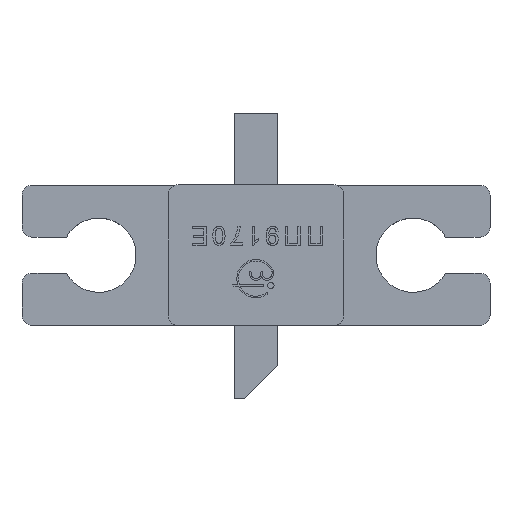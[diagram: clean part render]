
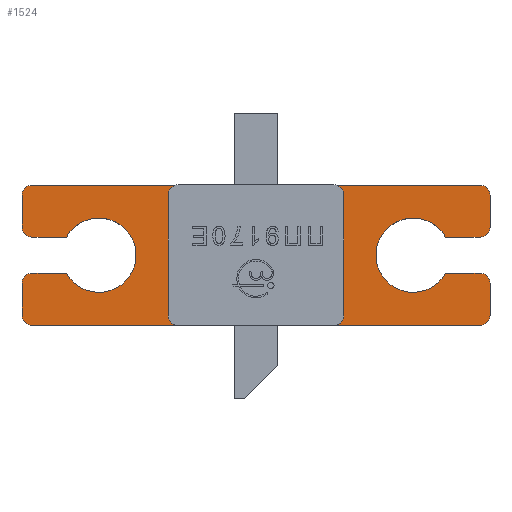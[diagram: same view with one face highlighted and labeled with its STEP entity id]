
A CAD part, top view. The second image highlights one B-rep face of the part: STEP entity #1524.
In plain terms, the highlighted planar face has unit normal (0, 0, 1).
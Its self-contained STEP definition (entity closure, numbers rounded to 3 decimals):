
#1524=ADVANCED_FACE('',(#2841,#2843),#2845,.T.);
#2841=FACE_BOUND('',#2842,.T.);
#2842=EDGE_LOOP('',(#4058,#4059,#4060,#4061,#4062,#4063,#4064,#4065,#4066,#4067,
#4068,#4069,#4070,#4071,#4072,#4073,#4074,#4075,#4076,#4077));
#2843=FACE_BOUND('',#2844,.T.);
#2844=EDGE_LOOP('',(#4078,#4079,#4080,#4081,#4082,#4083,#4084,#4085));
#2845=PLANE('',#2846);
#2846=AXIS2_PLACEMENT_3D('',#2847,#2848,#2849);
#2847=CARTESIAN_POINT('',(0.,0.,1.2));
#2848=DIRECTION('',(0.,0.,1.));
#2849=DIRECTION('',(-1.,0.,0.));
#4058=ORIENTED_EDGE('',*,*,#4632,.T.);
#4059=ORIENTED_EDGE('',*,*,#4633,.T.);
#4060=ORIENTED_EDGE('',*,*,#4634,.T.);
#4061=ORIENTED_EDGE('',*,*,#4635,.T.);
#4062=ORIENTED_EDGE('',*,*,#4636,.T.);
#4063=ORIENTED_EDGE('',*,*,#4637,.T.);
#4064=ORIENTED_EDGE('',*,*,#4638,.T.);
#4065=ORIENTED_EDGE('',*,*,#4639,.T.);
#4066=ORIENTED_EDGE('',*,*,#4640,.T.);
#4067=ORIENTED_EDGE('',*,*,#4641,.T.);
#4068=ORIENTED_EDGE('',*,*,#4642,.T.);
#4069=ORIENTED_EDGE('',*,*,#4643,.T.);
#4070=ORIENTED_EDGE('',*,*,#4644,.T.);
#4071=ORIENTED_EDGE('',*,*,#4645,.T.);
#4072=ORIENTED_EDGE('',*,*,#4646,.T.);
#4073=ORIENTED_EDGE('',*,*,#4647,.T.);
#4074=ORIENTED_EDGE('',*,*,#4648,.T.);
#4075=ORIENTED_EDGE('',*,*,#4649,.T.);
#4076=ORIENTED_EDGE('',*,*,#4650,.T.);
#4077=ORIENTED_EDGE('',*,*,#4651,.T.);
#4078=ORIENTED_EDGE('',*,*,#4618,.F.);
#4079=ORIENTED_EDGE('',*,*,#4616,.F.);
#4080=ORIENTED_EDGE('',*,*,#4630,.F.);
#4081=ORIENTED_EDGE('',*,*,#4628,.F.);
#4082=ORIENTED_EDGE('',*,*,#4626,.F.);
#4083=ORIENTED_EDGE('',*,*,#4624,.F.);
#4084=ORIENTED_EDGE('',*,*,#4622,.F.);
#4085=ORIENTED_EDGE('',*,*,#4620,.F.);
#4616=EDGE_CURVE('',#5411,#5413,#5414,.T.);
#4618=EDGE_CURVE('',#5413,#5416,#5417,.T.);
#4620=EDGE_CURVE('',#5416,#5419,#5420,.T.);
#4622=EDGE_CURVE('',#5419,#5422,#5423,.T.);
#4624=EDGE_CURVE('',#5422,#5425,#5426,.T.);
#4626=EDGE_CURVE('',#5425,#5428,#5429,.T.);
#4628=EDGE_CURVE('',#5428,#5431,#5432,.T.);
#4630=EDGE_CURVE('',#5431,#5411,#5434,.T.);
#4632=EDGE_CURVE('',#5436,#5437,#5438,.T.);
#4633=EDGE_CURVE('',#5437,#5439,#5440,.T.);
#4634=EDGE_CURVE('',#5439,#5441,#5442,.T.);
#4635=EDGE_CURVE('',#5441,#5443,#5444,.T.);
#4636=EDGE_CURVE('',#5443,#5445,#5446,.T.);
#4637=EDGE_CURVE('',#5445,#5447,#5448,.T.);
#4638=EDGE_CURVE('',#5447,#5449,#5450,.T.);
#4639=EDGE_CURVE('',#5449,#5451,#5452,.T.);
#4640=EDGE_CURVE('',#5451,#5453,#5454,.T.);
#4641=EDGE_CURVE('',#5453,#5455,#5456,.T.);
#4642=EDGE_CURVE('',#5455,#5457,#5458,.T.);
#4643=EDGE_CURVE('',#5457,#5459,#5460,.T.);
#4644=EDGE_CURVE('',#5459,#5461,#5462,.T.);
#4645=EDGE_CURVE('',#5461,#5463,#5464,.T.);
#4646=EDGE_CURVE('',#5463,#5465,#5466,.T.);
#4647=EDGE_CURVE('',#5465,#5467,#5468,.T.);
#4648=EDGE_CURVE('',#5467,#5469,#5470,.T.);
#4649=EDGE_CURVE('',#5469,#5471,#5472,.T.);
#4650=EDGE_CURVE('',#5471,#5473,#5474,.T.);
#4651=EDGE_CURVE('',#5473,#5436,#5475,.T.);
#5411=VERTEX_POINT('',#7155);
#5413=VERTEX_POINT('',#7159);
#5414=CIRCLE('',#7160,0.3);
#5416=VERTEX_POINT('',#7167);
#5417=LINE('',#7168,#7169);
#5419=VERTEX_POINT('',#7174);
#5420=CIRCLE('',#7175,0.3);
#5422=VERTEX_POINT('',#7182);
#5423=LINE('',#7183,#7184);
#5425=VERTEX_POINT('',#7189);
#5426=CIRCLE('',#7190,0.3);
#5428=VERTEX_POINT('',#7197);
#5429=LINE('',#7198,#7199);
#5431=VERTEX_POINT('',#7204);
#5432=CIRCLE('',#7205,0.3);
#5434=LINE('',#7212,#7213);
#5436=VERTEX_POINT('',#7218);
#5437=VERTEX_POINT('',#7219);
#5438=LINE('',#7220,#7221);
#5439=VERTEX_POINT('',#7223);
#5440=CIRCLE('',#7224,0.3);
#5441=VERTEX_POINT('',#7228);
#5442=LINE('',#7229,#7230);
#5443=VERTEX_POINT('',#7232);
#5444=CIRCLE('',#7233,0.3);
#5445=VERTEX_POINT('',#7237);
#5446=LINE('',#7238,#7239);
#5447=VERTEX_POINT('',#7241);
#5448=CIRCLE('',#7242,0.3);
#5449=VERTEX_POINT('',#7246);
#5450=LINE('',#7247,#7248);
#5451=VERTEX_POINT('',#7250);
#5452=CIRCLE('',#7251,1.125);
#5453=VERTEX_POINT('',#7255);
#5454=LINE('',#7256,#7257);
#5455=VERTEX_POINT('',#7259);
#5456=CIRCLE('',#7260,0.3);
#5457=VERTEX_POINT('',#7264);
#5458=LINE('',#7265,#7266);
#5459=VERTEX_POINT('',#7268);
#5460=CIRCLE('',#7269,0.3);
#5461=VERTEX_POINT('',#7273);
#5462=LINE('',#7274,#7275);
#5463=VERTEX_POINT('',#7277);
#5464=CIRCLE('',#7278,0.3);
#5465=VERTEX_POINT('',#7282);
#5466=LINE('',#7283,#7284);
#5467=VERTEX_POINT('',#7286);
#5468=CIRCLE('',#7287,0.3);
#5469=VERTEX_POINT('',#7291);
#5470=LINE('',#7292,#7293);
#5471=VERTEX_POINT('',#7295);
#5472=CIRCLE('',#7296,1.125);
#5473=VERTEX_POINT('',#7300);
#5474=LINE('',#7301,#7302);
#5475=CIRCLE('',#7304,0.3);
#7155=CARTESIAN_POINT('',(-2.65,-1.8,1.2));
#7159=CARTESIAN_POINT('',(-2.35,-2.1,1.2));
#7160=AXIS2_PLACEMENT_3D('',#7161,#7162,#7163);
#7161=CARTESIAN_POINT('',(-2.35,-1.8,1.2));
#7162=DIRECTION('',(0.,0.,1.));
#7163=DIRECTION('',(-1.,0.,0.));
#7167=CARTESIAN_POINT('',(2.35,-2.1,1.2));
#7168=CARTESIAN_POINT('',(-2.35,-2.1,1.2));
#7169=VECTOR('',#7170,1.);
#7170=DIRECTION('',(1.,0.,0.));
#7174=CARTESIAN_POINT('',(2.65,-1.8,1.2));
#7175=AXIS2_PLACEMENT_3D('',#7176,#7177,#7178);
#7176=CARTESIAN_POINT('',(2.35,-1.8,1.2));
#7177=DIRECTION('',(0.,0.,1.));
#7178=DIRECTION('',(0.,-1.,0.));
#7182=CARTESIAN_POINT('',(2.65,1.8,1.2));
#7183=CARTESIAN_POINT('',(2.65,-1.8,1.2));
#7184=VECTOR('',#7185,1.);
#7185=DIRECTION('',(0.,1.,0.));
#7189=CARTESIAN_POINT('',(2.35,2.1,1.2));
#7190=AXIS2_PLACEMENT_3D('',#7191,#7192,#7193);
#7191=CARTESIAN_POINT('',(2.35,1.8,1.2));
#7192=DIRECTION('',(0.,0.,1.));
#7193=DIRECTION('',(1.,0.,0.));
#7197=CARTESIAN_POINT('',(-2.35,2.1,1.2));
#7198=CARTESIAN_POINT('',(2.35,2.1,1.2));
#7199=VECTOR('',#7200,1.);
#7200=DIRECTION('',(-1.,0.,0.));
#7204=CARTESIAN_POINT('',(-2.65,1.8,1.2));
#7205=AXIS2_PLACEMENT_3D('',#7206,#7207,#7208);
#7206=CARTESIAN_POINT('',(-2.35,1.8,1.2));
#7207=DIRECTION('',(0.,0.,1.));
#7208=DIRECTION('',(0.,1.,0.));
#7212=CARTESIAN_POINT('',(-2.65,1.8,1.2));
#7213=VECTOR('',#7214,1.);
#7214=DIRECTION('',(0.,-1.,0.));
#7218=CARTESIAN_POINT('',(-7.075,-0.85,1.2));
#7219=CARTESIAN_POINT('',(-7.075,-1.815,1.2));
#7220=CARTESIAN_POINT('',(-7.075,-0.85,1.2));
#7221=VECTOR('',#7222,1.);
#7222=DIRECTION('',(0.,-1.,0.));
#7223=CARTESIAN_POINT('',(-6.775,-2.115,1.2));
#7224=AXIS2_PLACEMENT_3D('',#7225,#7226,#7227);
#7225=CARTESIAN_POINT('',(-6.775,-1.815,1.2));
#7226=DIRECTION('',(0.,0.,1.));
#7227=DIRECTION('',(-1.,0.,0.));
#7228=CARTESIAN_POINT('',(6.775,-2.115,1.2));
#7229=CARTESIAN_POINT('',(-6.775,-2.115,1.2));
#7230=VECTOR('',#7231,1.);
#7231=DIRECTION('',(1.,0.,0.));
#7232=CARTESIAN_POINT('',(7.075,-1.815,1.2));
#7233=AXIS2_PLACEMENT_3D('',#7234,#7235,#7236);
#7234=CARTESIAN_POINT('',(6.775,-1.815,1.2));
#7235=DIRECTION('',(0.,0.,1.));
#7236=DIRECTION('',(0.,-1.,0.));
#7237=CARTESIAN_POINT('',(7.075,-0.85,1.2));
#7238=CARTESIAN_POINT('',(7.075,-1.815,1.2));
#7239=VECTOR('',#7240,1.);
#7240=DIRECTION('',(0.,1.,0.));
#7241=CARTESIAN_POINT('',(6.775,-0.55,1.2));
#7242=AXIS2_PLACEMENT_3D('',#7243,#7244,#7245);
#7243=CARTESIAN_POINT('',(6.775,-0.85,1.2));
#7244=DIRECTION('',(0.,0.,1.));
#7245=DIRECTION('',(1.,0.,0.));
#7246=CARTESIAN_POINT('',(5.731,-0.55,1.2));
#7247=CARTESIAN_POINT('',(6.775,-0.55,1.2));
#7248=VECTOR('',#7249,1.);
#7249=DIRECTION('',(-1.,0.,0.));
#7250=CARTESIAN_POINT('',(5.731,0.55,1.2));
#7251=AXIS2_PLACEMENT_3D('',#7252,#7253,#7254);
#7252=CARTESIAN_POINT('',(4.75,0.,1.2));
#7253=DIRECTION('',(0.,0.,-1.));
#7254=DIRECTION('',(0.872,-0.489,0.));
#7255=CARTESIAN_POINT('',(6.775,0.55,1.2));
#7256=CARTESIAN_POINT('',(5.731,0.55,1.2));
#7257=VECTOR('',#7258,1.);
#7258=DIRECTION('',(1.,0.,0.));
#7259=CARTESIAN_POINT('',(7.075,0.85,1.2));
#7260=AXIS2_PLACEMENT_3D('',#7261,#7262,#7263);
#7261=CARTESIAN_POINT('',(6.775,0.85,1.2));
#7262=DIRECTION('',(0.,0.,1.));
#7263=DIRECTION('',(0.,-1.,0.));
#7264=CARTESIAN_POINT('',(7.075,1.815,1.2));
#7265=CARTESIAN_POINT('',(7.075,0.85,1.2));
#7266=VECTOR('',#7267,1.);
#7267=DIRECTION('',(0.,1.,0.));
#7268=CARTESIAN_POINT('',(6.775,2.115,1.2));
#7269=AXIS2_PLACEMENT_3D('',#7270,#7271,#7272);
#7270=CARTESIAN_POINT('',(6.775,1.815,1.2));
#7271=DIRECTION('',(0.,0.,1.));
#7272=DIRECTION('',(1.,0.,0.));
#7273=CARTESIAN_POINT('',(-6.775,2.115,1.2));
#7274=CARTESIAN_POINT('',(6.775,2.115,1.2));
#7275=VECTOR('',#7276,1.);
#7276=DIRECTION('',(-1.,0.,0.));
#7277=CARTESIAN_POINT('',(-7.075,1.815,1.2));
#7278=AXIS2_PLACEMENT_3D('',#7279,#7280,#7281);
#7279=CARTESIAN_POINT('',(-6.775,1.815,1.2));
#7280=DIRECTION('',(0.,0.,1.));
#7281=DIRECTION('',(0.,1.,0.));
#7282=CARTESIAN_POINT('',(-7.075,0.85,1.2));
#7283=CARTESIAN_POINT('',(-7.075,1.815,1.2));
#7284=VECTOR('',#7285,1.);
#7285=DIRECTION('',(0.,-1.,0.));
#7286=CARTESIAN_POINT('',(-6.775,0.55,1.2));
#7287=AXIS2_PLACEMENT_3D('',#7288,#7289,#7290);
#7288=CARTESIAN_POINT('',(-6.775,0.85,1.2));
#7289=DIRECTION('',(0.,0.,1.));
#7290=DIRECTION('',(-1.,0.,0.));
#7291=CARTESIAN_POINT('',(-5.731,0.55,1.2));
#7292=CARTESIAN_POINT('',(-6.775,0.55,1.2));
#7293=VECTOR('',#7294,1.);
#7294=DIRECTION('',(1.,0.,0.));
#7295=CARTESIAN_POINT('',(-5.731,-0.55,1.2));
#7296=AXIS2_PLACEMENT_3D('',#7297,#7298,#7299);
#7297=CARTESIAN_POINT('',(-4.75,0.,1.2));
#7298=DIRECTION('',(0.,0.,-1.));
#7299=DIRECTION('',(-0.872,0.489,0.));
#7300=CARTESIAN_POINT('',(-6.775,-0.55,1.2));
#7301=CARTESIAN_POINT('',(-5.731,-0.55,1.2));
#7302=VECTOR('',#7303,1.);
#7303=DIRECTION('',(-1.,0.,0.));
#7304=AXIS2_PLACEMENT_3D('',#7305,#7306,#7307);
#7305=CARTESIAN_POINT('',(-6.775,-0.85,1.2));
#7306=DIRECTION('',(0.,0.,1.));
#7307=DIRECTION('',(0.,1.,0.));
